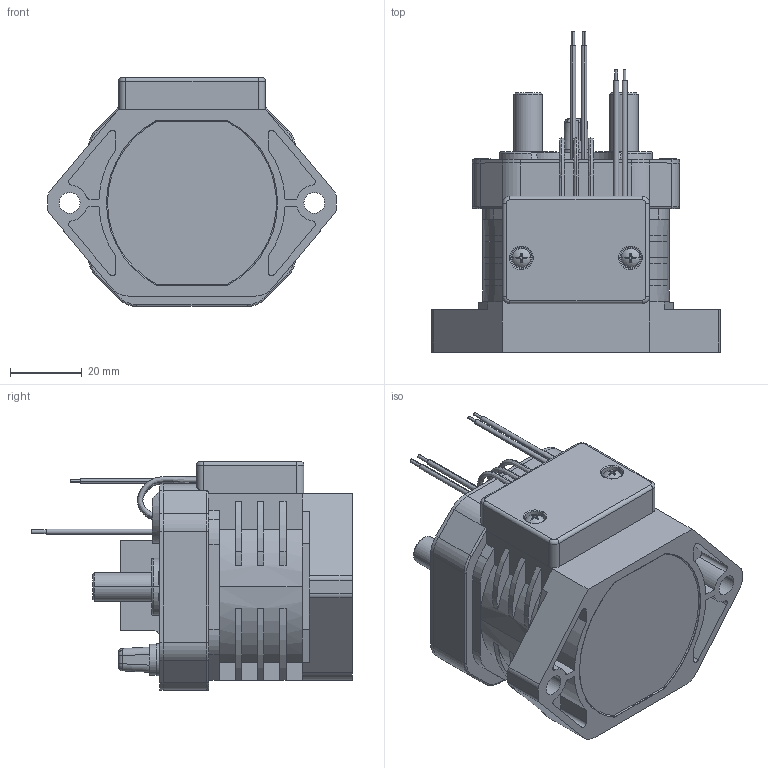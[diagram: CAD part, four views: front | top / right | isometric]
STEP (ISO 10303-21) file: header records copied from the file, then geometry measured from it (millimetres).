
FILE_DESCRIPTION(/* description */ (''),/* implementation_level */ '2;1');
FILE_NAME(/* name */ '改EVQ200_M8外螺纹__5.stp',/* time_stamp */ '2024-07-05T17:07:48+08:00',/* author */ (''),/* organization */ (''),/* preprocessor_version */ 'ST-DEVELOPER v16',/* originating_system */ 'SIEMENS PLM Software NX 10.0',/* authorisation */ '');
FILE_SCHEMA (('AUTOMOTIVE_DESIGN { 1 0 10303 214 3 1 1 1 }'));
Length unit declared in the file: millimetre
Products named in the file (1): Admi422004FB4xjm
Bounding box: 80.5 x 89.5 x 63.9 mm (x, y, z)
Volume: 130384.1 mm3; surface area: 46819.5 mm2
Topology: 14 solids, 15 shells, 862 faces, 2274 edges, 1485 vertices
Faces by surface type: plane 421, cylinder 314, torus 73, cone 29, bspline 21, sphere 4
Full cylindrical faces by diameter (mm): 8.6 x1
Entity records: 39283 total; most frequent: CARTESIAN_POINT 17406, DIRECTION 4630, ORIENTED_EDGE 4538, EDGE_CURVE 2269, AXIS2_PLACEMENT_3D 1674, VERTEX_POINT 1485, LINE 1282, VECTOR 1282
